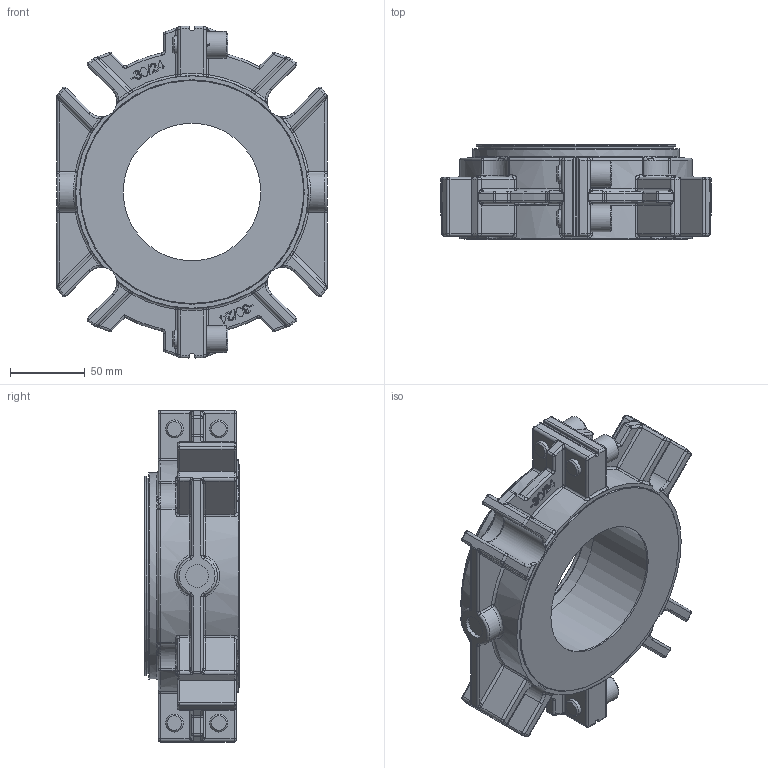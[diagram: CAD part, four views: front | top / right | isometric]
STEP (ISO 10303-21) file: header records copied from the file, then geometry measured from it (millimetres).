
FILE_DESCRIPTION(/* description */ ('Unknown'),/* implementation_level */ '2;1');
FILE_NAME(/* name */ '3.625 RDSX -30_24 SEAL ARRANGEMENT',/* time_stamp */ '2023-02-21T14:26:04-05:00',/* author */ ('Unknown'),/* organization */ ('Unknown'),/* preprocessor_version */ 'ST-DEVELOPER v16.7',/* originating_system */ 'Solid Edge',/* authorisation */ 'Unknown');
FILE_SCHEMA (('AUTOMOTIVE_DESIGN {1 0 10303 214 3 1 1}'));
Length unit declared in the file: millimetre
Products named in the file (1): 3209502
Bounding box: 180.81 x 63.5 x 222.19 mm (x, y, z)
Volume: 963444.1 mm3; surface area: 127551.6 mm2
Topology: 1 solids, 1 shells, 938 faces, 2289 edges, 1319 vertices
Faces by surface type: cylinder 280, plane 205, bspline 182, torus 180, sphere 80, cone 11
Full cylindrical faces by diameter (mm): 12 x8, 15.342 x2, 18 x4, 92.075 x1, 92.202 x1, 95.25 x1, 130.81 x1, 133.35 x1, 138.43 x1, 149.225 x1, 149.733 x1
Entity records: 28979 total; most frequent: CARTESIAN_POINT 8460, DIRECTION 4313, ORIENTED_EDGE 4292, EDGE_CURVE 2146, AXIS2_PLACEMENT_3D 1786, VERTEX_POINT 1275, EDGE_LOOP 1013, FACE_BOUND 1013
